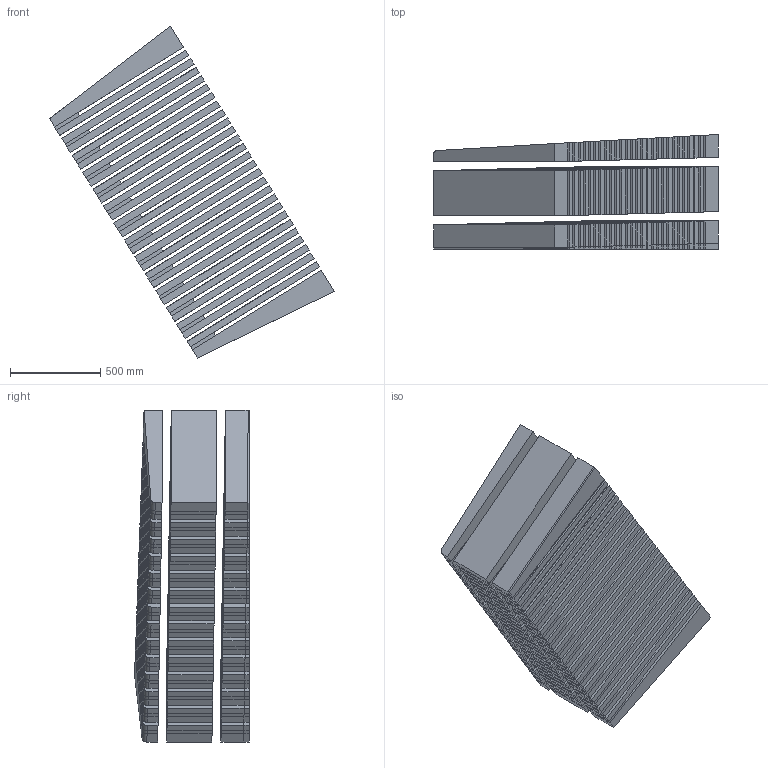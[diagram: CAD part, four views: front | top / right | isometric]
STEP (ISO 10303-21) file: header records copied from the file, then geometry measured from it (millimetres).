
FILE_DESCRIPTION(('FreeCAD Model'),'2;1');
FILE_NAME('detailed_WCLL/WCLL_sample_envelope_lithium_lead.step', '2018-01-22T16:35:42',('FreeCAD'),('FreeCAD'), 'Open CASCADE STEP processor 7.1','FreeCAD','Unknown');
FILE_SCHEMA(('AUTOMOTIVE_DESIGN_CC2 { 1 2 10303 214 -1 1 5 4 }'));
Length unit declared in the file: millimetre
Products named in the file (169): Open CASCADE STEP translator 7.1 5; Open CASCADE STEP translator 7.1 5.1; Open CASCADE STEP translator 7.1 5.2; Open CASCADE STEP translator 7.1 5.3; Open CASCADE STEP translator 7.1 5.4; Open CASCADE STEP translator 7.1 5.5; Open CASCADE STEP translator 7.1 5.6; Open CASCADE STEP translator 7.1 5.7; Open CASCADE STEP translator 7.1 5.8; Open CASCADE STEP translator 7.1 5.9; Open CASCADE STEP translator 7.1 5.10; Open CASCADE STEP translator 7.1 5.11; Open CASCADE STEP translator 7.1 5.12; Open CASCADE STEP translator 7.1 5.13; Open CASCADE STEP translator 7.1 5.14; Open CASCADE STEP translator 7.1 5.15; Open CASCADE STEP translator 7.1 5.16; Open CASCADE STEP translator 7.1 5.17; Open CASCADE STEP translator 7.1 5.18; Open CASCADE STEP translator 7.1 5.19; Open CASCADE STEP translator 7.1 5.20; Open CASCADE STEP translator 7.1 5.21; Open CASCADE STEP translator 7.1 5.22; Open CASCADE STEP translator 7.1 5.23; Open CASCADE STEP translator 7.1 5.24; Open CASCADE STEP translator 7.1 5.25; Open CASCADE STEP translator 7.1 5.26; Open CASCADE STEP translator 7.1 5.27; Open CASCADE STEP translator 7.1 5.28; Open CASCADE STEP translator 7.1 5.29; Open CASCADE STEP translator 7.1 5.30; Open CASCADE STEP translator 7.1 5.31; Open CASCADE STEP translator 7.1 5.32; Open CASCADE STEP translator 7.1 5.33; Open CASCADE STEP translator 7.1 5.34; Open CASCADE STEP translator 7.1 5.35; Open CASCADE STEP translator 7.1 5.36; Open CASCADE STEP translator 7.1 5.37; Open CASCADE STEP translator 7.1 5.38; Open CASCADE STEP translator 7.1 5.39 ...
Assembly tree (168 placements, depth 2):
  Open CASCADE STEP translator 7.1 5
    Open CASCADE STEP translator 7.1 5.1
    Open CASCADE STEP translator 7.1 5.2
    Open CASCADE STEP translator 7.1 5.3
    Open CASCADE STEP translator 7.1 5.4
    Open CASCADE STEP translator 7.1 5.5
    Open CASCADE STEP translator 7.1 5.6
    Open CASCADE STEP translator 7.1 5.7
    Open CASCADE STEP translator 7.1 5.8
    Open CASCADE STEP translator 7.1 5.9
    Open CASCADE STEP translator 7.1 5.10
    Open CASCADE STEP translator 7.1 5.11
    Open CASCADE STEP translator 7.1 5.12
    Open CASCADE STEP translator 7.1 5.13
    Open CASCADE STEP translator 7.1 5.14
    Open CASCADE STEP translator 7.1 5.15
    Open CASCADE STEP translator 7.1 5.16
    Open CASCADE STEP translator 7.1 5.17
    Open CASCADE STEP translator 7.1 5.18
    Open CASCADE STEP translator 7.1 5.19
    Open CASCADE STEP translator 7.1 5.20
    Open CASCADE STEP translator 7.1 5.21
    Open CASCADE STEP translator 7.1 5.22
    Open CASCADE STEP translator 7.1 5.23
    Open CASCADE STEP translator 7.1 5.24
    Open CASCADE STEP translator 7.1 5.25
    Open CASCADE STEP translator 7.1 5.26
    Open CASCADE STEP translator 7.1 5.27
    Open CASCADE STEP translator 7.1 5.28
    Open CASCADE STEP translator 7.1 5.29
    Open CASCADE STEP translator 7.1 5.30
    Open CASCADE STEP translator 7.1 5.31
    Open CASCADE STEP translator 7.1 5.32
    Open CASCADE STEP translator 7.1 5.33
    Open CASCADE STEP translator 7.1 5.34
    Open CASCADE STEP translator 7.1 5.35
    Open CASCADE STEP translator 7.1 5.36
    Open CASCADE STEP translator 7.1 5.37
    Open CASCADE STEP translator 7.1 5.38
    Open CASCADE STEP translator 7.1 5.39
    Open CASCADE STEP translator 7.1 5.40
    Open CASCADE STEP translator 7.1 5.41
    Open CASCADE STEP translator 7.1 5.42
    Open CASCADE STEP translator 7.1 5.43
    Open CASCADE STEP translator 7.1 5.44
    Open CASCADE STEP translator 7.1 5.45
    Open CASCADE STEP translator 7.1 5.46
    Open CASCADE STEP translator 7.1 5.47
    Open CASCADE STEP translator 7.1 5.48
    Open CASCADE STEP translator 7.1 5.49
    Open CASCADE STEP translator 7.1 5.50
    Open CASCADE STEP translator 7.1 5.51
    Open CASCADE STEP translator 7.1 5.52
    Open CASCADE STEP translator 7.1 5.53
    Open CASCADE STEP translator 7.1 5.54
    Open CASCADE STEP translator 7.1 5.55
    Open CASCADE STEP translator 7.1 5.56
    Open CASCADE STEP translator 7.1 5.57
    Open CASCADE STEP translator 7.1 5.58
    Open CASCADE STEP translator 7.1 5.59
Bounding box: 1577.54 x 636.41 x 1837.96 mm (x, y, z)
Volume: 472763095.2 mm3; surface area: 34060226.3 mm2
Topology: 168 solids, 168 shells, 1050 faces, 2170 edges, 1456 vertices
Faces by surface type: plane 1008, cylinder 42
Entity records: 54698 total; most frequent: CARTESIAN_POINT 13835, DIRECTION 4970, ORIENTED_EDGE 4340, PCURVE 4340, DEFINITIONAL_REPRESENTATION 4340, B_SPLINE_CURVE_WITH_KNOTS 4062, LINE 2280, VECTOR 2280
